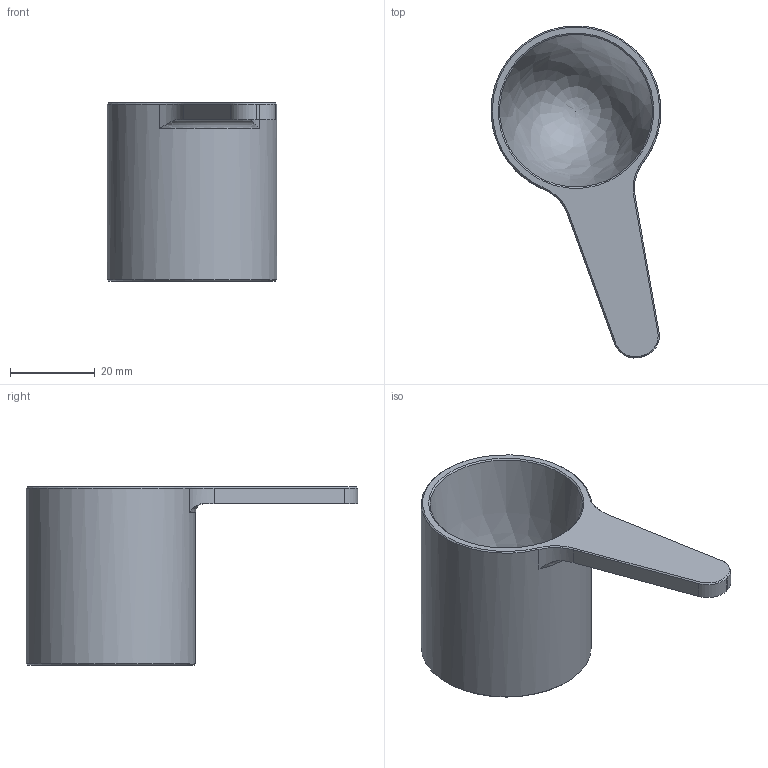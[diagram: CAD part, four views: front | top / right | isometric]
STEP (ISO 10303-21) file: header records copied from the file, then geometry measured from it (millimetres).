
FILE_DESCRIPTION(/* description */ (''),/* implementation_level */ '2;1');
FILE_NAME(/* name */ 'JJ100B_Cup.stp',/* time_stamp */ '2023-12-09T13:01:05+01:00',/* author */ (''),/* organization */ (''),/* preprocessor_version */ 'ST-DEVELOPER v18.102',/* originating_system */ 'SIEMENS PLM Software NX2206.8501',/* authorisation */ '');
FILE_SCHEMA (('AUTOMOTIVE_DESIGN { 1 0 10303 214 3 1 1 1 }'));
Length unit declared in the file: millimetre
Products named in the file (1): JJ100B_Grundplatte_objects
Bounding box: 40 x 78.17 x 42 mm (x, y, z)
Volume: 18948.6 mm3; surface area: 14771.6 mm2
Topology: 1 solids, 1 shells, 27 faces, 64 edges, 39 vertices
Faces by surface type: plane 9, cone 8, cylinder 6, revolution 2, torus 2
Full cylindrical faces by diameter (mm): 36 x1, 40 x1
Entity records: 758 total; most frequent: CARTESIAN_POINT 148, DIRECTION 127, ORIENTED_EDGE 102, EDGE_CURVE 51, AXIS2_PLACEMENT_3D 50, VERTEX_POINT 36, EDGE_LOOP 35, ADVANCED_FACE 27
